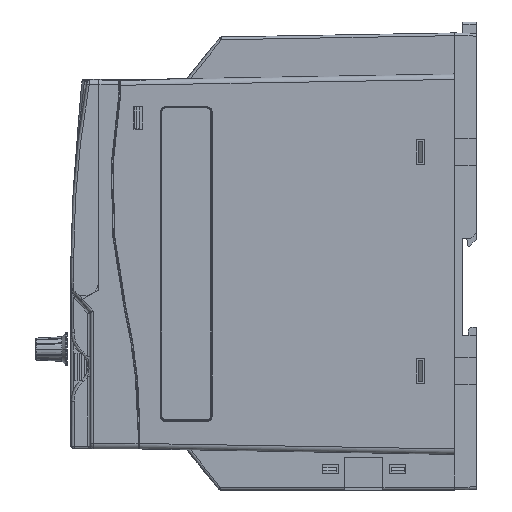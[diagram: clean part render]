
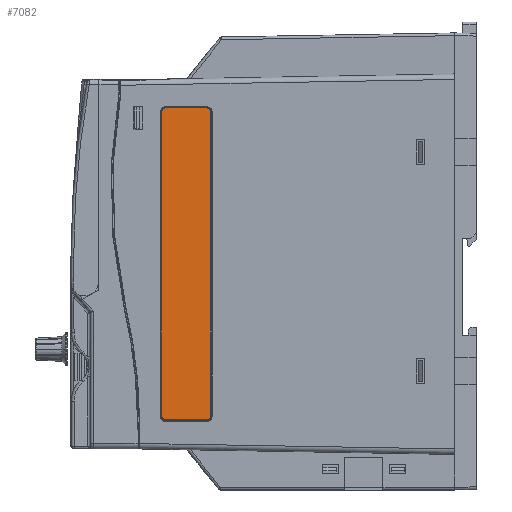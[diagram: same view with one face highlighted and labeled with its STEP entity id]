
A CAD part, left-side view. The second image highlights one B-rep face of the part: STEP entity #7082.
In plain terms, the highlighted planar face has unit normal (-1, 0, 0).
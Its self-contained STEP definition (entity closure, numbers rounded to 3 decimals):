
#1387 = CARTESIAN_POINT ( 'NONE',  ( 0.904, 96.982, -38.175 ) ) ;
#2242 = CARTESIAN_POINT ( 'NONE',  ( 0.904, 115.018, -38.175 ) ) ;
#2787 = CARTESIAN_POINT ( 'NONE',  ( 0.904, 113.225, -36.382 ) ) ;
#3603 = VECTOR ( 'NONE', #43488, 1000. ) ;
#3816 = CARTESIAN_POINT ( 'NONE',  ( 0.904, 113.627, -36.412 ) ) ;
#5605 = CARTESIAN_POINT ( 'NONE',  ( 0.904, 98.373, -150.388 ) ) ;
#6250 = CARTESIAN_POINT ( 'NONE',  ( 0.904, 114.854, -149.411 ) ) ;
#6400 = B_SPLINE_CURVE_WITH_KNOTS ( 'NONE', 3,
 ( #74450, #79937, #3816, #53911, #26146, #73570, #59853, #11998, #52555, #11116 ),
 .UNSPECIFIED., .F., .F.,
 ( 4, 1, 1, 1, 1, 1, 1, 4 ),
 ( 0., 0.143, 0.286, 0.429, 0.571, 0.714, 0.857, 1. ),
 .UNSPECIFIED. ) ;
#6990 = CARTESIAN_POINT ( 'NONE',  ( 0.904, 115.018, -148.625 ) ) ;
#7082 = ADVANCED_FACE ( 'NONE', ( #17901 ), #22972, .F. ) ;
#7698 = DIRECTION ( 'NONE',  ( 0., -1., 0. ) ) ;
#11116 = CARTESIAN_POINT ( 'NONE',  ( 0.904, 115.018, -38.175 ) ) ;
#11670 = CARTESIAN_POINT ( 'NONE',  ( 0.904, 98.775, -150.418 ) ) ;
#11998 = CARTESIAN_POINT ( 'NONE',  ( 0.904, 114.988, -37.772 ) ) ;
#13530 = CARTESIAN_POINT ( 'NONE',  ( 0.904, 113.225, -150.418 ) ) ;
#14537 = CARTESIAN_POINT ( 'NONE',  ( 0.904, 113.225, -150.418 ) ) ;
#15869 = ORIENTED_EDGE ( 'NONE', *, *, #46657, .T. ) ;
#15947 = CARTESIAN_POINT ( 'NONE',  ( 0.904, 96.982, -38.039 ) ) ;
#17015 = DIRECTION ( 'NONE',  ( 0., 1., 0. ) ) ;
#17691 = VERTEX_POINT ( 'NONE', #25847 ) ;
#17901 = FACE_OUTER_BOUND ( 'NONE', #24939, .T. ) ;
#18767 = LINE ( 'NONE', #46994, #32211 ) ;
#19027 = CARTESIAN_POINT ( 'NONE',  ( 0.904, 113.362, -150.418 ) ) ;
#19638 = EDGE_CURVE ( 'NONE', #53514, #81602, #6400, .T. ) ;
#20202 = CARTESIAN_POINT ( 'NONE',  ( 0.904, 97.146, -149.411 ) ) ;
#20977 = VERTEX_POINT ( 'NONE', #6990 ) ;
#22972 = PLANE ( 'NONE',  #82100 ) ;
#24218 = ORIENTED_EDGE ( 'NONE', *, *, #58753, .T. ) ;
#24532 = CARTESIAN_POINT ( 'NONE',  ( 0.904, 115.018, -148.761 ) ) ;
#24939 = EDGE_LOOP ( 'NONE', ( #81369, #55702, #24218, #37713, #81393, #15869, #70017, #56800 ) ) ;
#25847 = CARTESIAN_POINT ( 'NONE',  ( 0.904, 96.982, -148.625 ) ) ;
#26146 = CARTESIAN_POINT ( 'NONE',  ( 0.904, 114.353, -36.761 ) ) ;
#27680 = CARTESIAN_POINT ( 'NONE',  ( 0.904, 113.628, -150.388 ) ) ;
#29832 = CARTESIAN_POINT ( 'NONE',  ( 0.904, 98.775, -36.382 ) ) ;
#30540 = CARTESIAN_POINT ( 'NONE',  ( 0.904, 98.775, -36.382 ) ) ;
#32211 = VECTOR ( 'NONE', #67981, 1000. ) ;
#32494 = CARTESIAN_POINT ( 'NONE',  ( 0.904, 98.775, -150.418 ) ) ;
#33408 = CARTESIAN_POINT ( 'NONE',  ( 0.904, 97.989, -150.254 ) ) ;
#34060 = CARTESIAN_POINT ( 'NONE',  ( 0.904, 114.639, -149.753 ) ) ;
#34428 = VERTEX_POINT ( 'NONE', #49297 ) ;
#37383 = CARTESIAN_POINT ( 'NONE',  ( 0.904, 98.372, -36.412 ) ) ;
#37713 = ORIENTED_EDGE ( 'NONE', *, *, #52445, .T. ) ;
#40628 = CARTESIAN_POINT ( 'NONE',  ( 0.904, 96.982, -38.175 ) ) ;
#41827 = VERTEX_POINT ( 'NONE', #11670 ) ;
#43488 = DIRECTION ( 'NONE',  ( 0., 1., 0. ) ) ;
#43737 = CARTESIAN_POINT ( 'NONE',  ( 0.904, 97.012, -37.773 ) ) ;
#44206 = CARTESIAN_POINT ( 'NONE',  ( 0.904, 97.361, -37.047 ) ) ;
#46657 = EDGE_CURVE ( 'NONE', #41827, #17691, #66523, .T. ) ;
#46994 = CARTESIAN_POINT ( 'NONE',  ( 0.904, 115.018, -38.175 ) ) ;
#47725 = CARTESIAN_POINT ( 'NONE',  ( 0.904, 114.988, -149.027 ) ) ;
#49297 = CARTESIAN_POINT ( 'NONE',  ( 0.904, 113.225, -150.418 ) ) ;
#52295 = VERTEX_POINT ( 'NONE', #70147 ) ;
#52445 = EDGE_CURVE ( 'NONE', #20977, #34428, #54770, .T. ) ;
#52555 = CARTESIAN_POINT ( 'NONE',  ( 0.904, 115.018, -38.038 ) ) ;
#53514 = VERTEX_POINT ( 'NONE', #2787 ) ;
#53911 = CARTESIAN_POINT ( 'NONE',  ( 0.904, 114.011, -36.546 ) ) ;
#54770 = B_SPLINE_CURVE_WITH_KNOTS ( 'NONE', 3,
 ( #86975, #24532, #47725, #6250, #34060, #90113, #88760, #27680, #19027, #13530 ),
 .UNSPECIFIED., .F., .F.,
 ( 4, 1, 1, 1, 1, 1, 1, 4 ),
 ( 0., 0.143, 0.286, 0.429, 0.571, 0.714, 0.857, 1. ),
 .UNSPECIFIED. ) ;
#54798 = VERTEX_POINT ( 'NONE', #40628 ) ;
#54816 = CARTESIAN_POINT ( 'NONE',  ( 0.904, 96.982, -148.625 ) ) ;
#55702 = ORIENTED_EDGE ( 'NONE', *, *, #19638, .T. ) ;
#56244 = EDGE_CURVE ( 'NONE', #34428, #41827, #77010, .T. ) ;
#56800 = ORIENTED_EDGE ( 'NONE', *, *, #74639, .T. ) ;
#57160 = LINE ( 'NONE', #29832, #3603 ) ;
#58319 = CARTESIAN_POINT ( 'NONE',  ( 0.904, 97.647, -36.761 ) ) ;
#58753 = EDGE_CURVE ( 'NONE', #81602, #20977, #18767, .T. ) ;
#59853 = CARTESIAN_POINT ( 'NONE',  ( 0.904, 114.854, -37.389 ) ) ;
#61200 = CARTESIAN_POINT ( 'NONE',  ( 0.904, 97.647, -150.039 ) ) ;
#61657 = CARTESIAN_POINT ( 'NONE',  ( 0.904, 96.982, -148.762 ) ) ;
#62932 = EDGE_CURVE ( 'NONE', #52295, #53514, #57160, .T. ) ;
#63031 = VECTOR ( 'NONE', #68938, 1000. ) ;
#64725 = CARTESIAN_POINT ( 'NONE',  ( 0.904, 97.989, -36.546 ) ) ;
#65180 = CARTESIAN_POINT ( 'NONE',  ( 0.904, 98.638, -36.382 ) ) ;
#65333 = DIRECTION ( 'NONE',  ( 1., 0., 0. ) ) ;
#66523 = B_SPLINE_CURVE_WITH_KNOTS ( 'NONE', 3,
 ( #32494, #68052, #5605, #33408, #61200, #89000, #20202, #75786, #61657, #54816 ),
 .UNSPECIFIED., .F., .F.,
 ( 4, 1, 1, 1, 1, 1, 1, 4 ),
 ( 0., 0.143, 0.286, 0.429, 0.571, 0.714, 0.857, 1. ),
 .UNSPECIFIED. ) ;
#67981 = DIRECTION ( 'NONE',  ( 0., 0., -1. ) ) ;
#68052 = CARTESIAN_POINT ( 'NONE',  ( 0.904, 98.639, -150.418 ) ) ;
#68938 = DIRECTION ( 'NONE',  ( 0., 0., 1. ) ) ;
#70017 = ORIENTED_EDGE ( 'NONE', *, *, #81086, .T. ) ;
#70147 = CARTESIAN_POINT ( 'NONE',  ( 0.904, 98.775, -36.382 ) ) ;
#72183 = CARTESIAN_POINT ( 'NONE',  ( 0.904, 106., -93.4 ) ) ;
#73570 = CARTESIAN_POINT ( 'NONE',  ( 0.904, 114.639, -37.047 ) ) ;
#74450 = CARTESIAN_POINT ( 'NONE',  ( 0.904, 113.225, -36.382 ) ) ;
#74639 = EDGE_CURVE ( 'NONE', #54798, #52295, #84480, .T. ) ;
#75784 = CARTESIAN_POINT ( 'NONE',  ( 0.904, 96.982, -148.625 ) ) ;
#75786 = CARTESIAN_POINT ( 'NONE',  ( 0.904, 97.012, -149.028 ) ) ;
#77010 = LINE ( 'NONE', #14537, #80076 ) ;
#78843 = CARTESIAN_POINT ( 'NONE',  ( 0.904, 97.146, -37.389 ) ) ;
#79937 = CARTESIAN_POINT ( 'NONE',  ( 0.904, 113.361, -36.382 ) ) ;
#80076 = VECTOR ( 'NONE', #7698, 1000. ) ;
#81086 = EDGE_CURVE ( 'NONE', #17691, #54798, #89916, .T. ) ;
#81369 = ORIENTED_EDGE ( 'NONE', *, *, #62932, .T. ) ;
#81393 = ORIENTED_EDGE ( 'NONE', *, *, #56244, .T. ) ;
#81602 = VERTEX_POINT ( 'NONE', #2242 ) ;
#82100 = AXIS2_PLACEMENT_3D ( 'NONE', #72183, #65333, #17015 ) ;
#84480 = B_SPLINE_CURVE_WITH_KNOTS ( 'NONE', 3,
 ( #1387, #15947, #43737, #78843, #44206, #58319, #64725, #37383, #65180, #30540 ),
 .UNSPECIFIED., .F., .F.,
 ( 4, 1, 1, 1, 1, 1, 1, 4 ),
 ( 0., 0.143, 0.286, 0.429, 0.571, 0.714, 0.857, 1. ),
 .UNSPECIFIED. ) ;
#86975 = CARTESIAN_POINT ( 'NONE',  ( 0.904, 115.018, -148.625 ) ) ;
#88760 = CARTESIAN_POINT ( 'NONE',  ( 0.904, 114.011, -150.254 ) ) ;
#89000 = CARTESIAN_POINT ( 'NONE',  ( 0.904, 97.361, -149.753 ) ) ;
#89916 = LINE ( 'NONE', #75784, #63031 ) ;
#90113 = CARTESIAN_POINT ( 'NONE',  ( 0.904, 114.353, -150.039 ) ) ;
